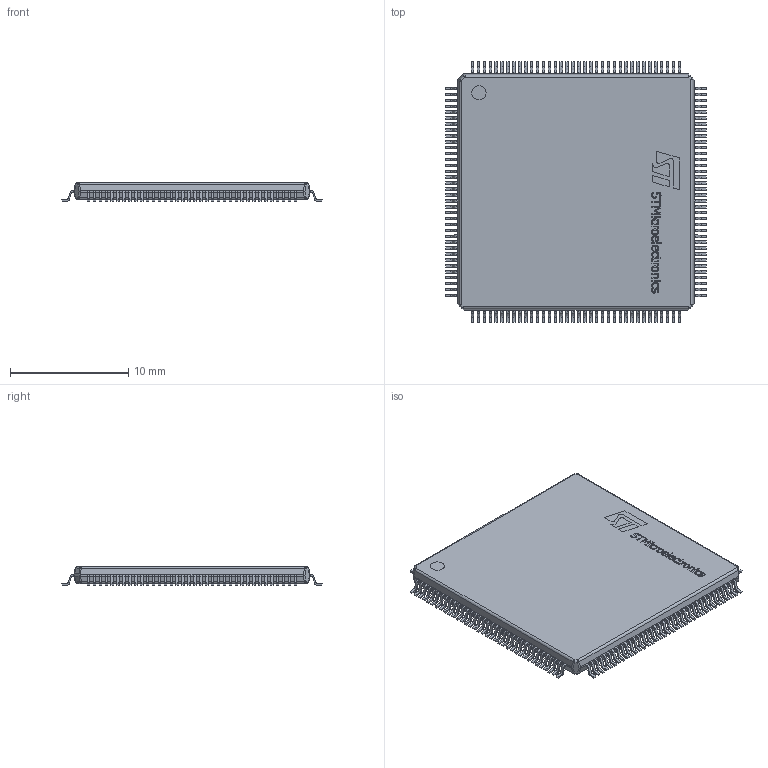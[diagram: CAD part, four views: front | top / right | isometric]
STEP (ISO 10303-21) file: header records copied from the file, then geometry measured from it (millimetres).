
FILE_DESCRIPTION(/* description */ (''),/* implementation_level */ '2;1');
FILE_NAME(/* name */ '1.stp',/* time_stamp */ '2019-11-13T04:24:11+02:00',/* author */ ('k'),/* organization */ (''),/* preprocessor_version */ 'ST-DEVELOPER v15.6',/* originating_system */ 'Autodesk Inventor 2015',/* authorisation */ '');
FILE_SCHEMA (('AUTOMOTIVE_DESIGN { 1 0 10303 214 3 1 1 }'));
Length unit declared in the file: millimetre
Products named in the file (4): Body; Leg; STM Logo; QFP Template
Bounding box: 22.02 x 22.02 x 1.6 mm (x, y, z)
Volume: 580.5 mm3; surface area: 1122.4 mm2
Topology: 169 solids, 169 shells, 2392 faces, 6114 edges, 4060 vertices
Faces by surface type: plane 1631, cylinder 616, bspline 129, sphere 16
Full cylindrical faces by diameter (mm): 1.207 x1
Entity records: 42251 total; most frequent: CARTESIAN_POINT 8932, ORIENTED_EDGE 7042, DIRECTION 6451, EDGE_CURVE 3521, LINE 2597, VECTOR 2597, VERTEX_POINT 2332, AXIS2_PLACEMENT_3D 1927
